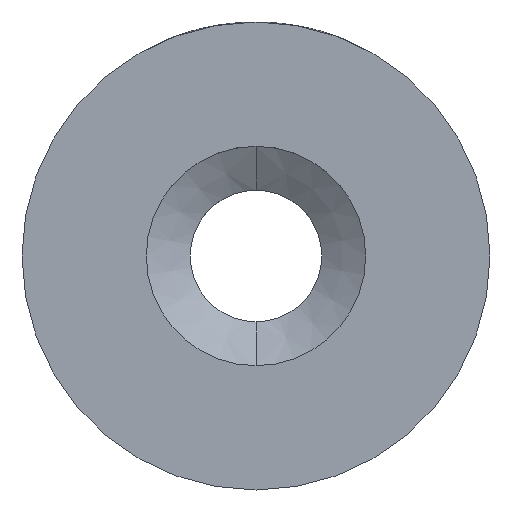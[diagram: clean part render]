
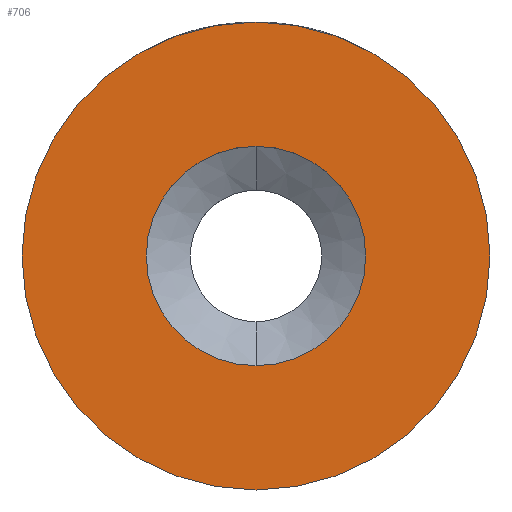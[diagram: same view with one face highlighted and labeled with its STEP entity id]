
A CAD part, front view. The second image highlights one B-rep face of the part: STEP entity #706.
In plain terms, the highlighted planar face has unit normal (0, -1, 0).
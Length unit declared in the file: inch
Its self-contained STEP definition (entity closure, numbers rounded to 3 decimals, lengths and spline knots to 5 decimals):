
#75 = DIRECTION ( 'NONE',  ( 0., 0., 1. ) ) ;
#77 = DIRECTION ( 'NONE',  ( 0., 1., 0. ) ) ;
#81 = CARTESIAN_POINT ( 'NONE',  ( 0., 0., 0. ) ) ;
#85 = CARTESIAN_POINT ( 'NONE',  ( 0., 0., -0.09843 ) ) ;
#110 = DIRECTION ( 'NONE',  ( 0., 0., -1. ) ) ;
#113 = DIRECTION ( 'NONE',  ( 0., -1., 0. ) ) ;
#114 = CARTESIAN_POINT ( 'NONE',  ( 0., 0., 0. ) ) ;
#155 = CIRCLE ( 'NONE', #216, 0.21 ) ;
#165 = CARTESIAN_POINT ( 'NONE',  ( 0., 0., 0.21 ) ) ;
#176 = CIRCLE ( 'NONE', #263, 0.09843 ) ;
#194 = FACE_OUTER_BOUND ( 'NONE', #503, .T. ) ;
#203 = FACE_BOUND ( 'NONE', #579, .T. ) ;
#213 = DIRECTION ( 'NONE',  ( 0., 0., 1. ) ) ;
#215 = DIRECTION ( 'NONE',  ( 0., 1., 0. ) ) ;
#216 = AXIS2_PLACEMENT_3D ( 'NONE', #81, #77, #75 ) ;
#226 = PLANE ( 'NONE',  #265 ) ;
#231 = CARTESIAN_POINT ( 'NONE',  ( 0., 0., 0. ) ) ;
#233 = CIRCLE ( 'NONE', #301, 0.09843 ) ;
#263 = AXIS2_PLACEMENT_3D ( 'NONE', #114, #113, #110 ) ;
#265 = AXIS2_PLACEMENT_3D ( 'NONE', #231, #215, #213 ) ;
#301 = AXIS2_PLACEMENT_3D ( 'NONE', #346, #344, #341 ) ;
#341 = DIRECTION ( 'NONE',  ( 0., 0., -1. ) ) ;
#344 = DIRECTION ( 'NONE',  ( 0., -1., 0. ) ) ;
#345 = CIRCLE ( 'NONE', #383, 0.21 ) ;
#346 = CARTESIAN_POINT ( 'NONE',  ( 0., 0., 0. ) ) ;
#349 = CARTESIAN_POINT ( 'NONE',  ( 0., 0., 0.09843 ) ) ;
#383 = AXIS2_PLACEMENT_3D ( 'NONE', #818, #817, #814 ) ;
#438 = VERTEX_POINT ( 'NONE', #85 ) ;
#454 = ORIENTED_EDGE ( 'NONE', *, *, #784, .F. ) ;
#480 = ORIENTED_EDGE ( 'NONE', *, *, #839, .F. ) ;
#503 = EDGE_LOOP ( 'NONE', ( #751, #480 ) ) ;
#506 = EDGE_CURVE ( 'NONE', #540, #733, #345, .T. ) ;
#540 = VERTEX_POINT ( 'NONE', #636 ) ;
#579 = EDGE_LOOP ( 'NONE', ( #454, #816 ) ) ;
#632 = EDGE_CURVE ( 'NONE', #634, #438, #233, .T. ) ;
#634 = VERTEX_POINT ( 'NONE', #349 ) ;
#636 = CARTESIAN_POINT ( 'NONE',  ( 0., 0., -0.21 ) ) ;
#706 = ADVANCED_FACE ( 'NONE', ( #203, #194 ), #226, .F. ) ;
#733 = VERTEX_POINT ( 'NONE', #165 ) ;
#751 = ORIENTED_EDGE ( 'NONE', *, *, #506, .F. ) ;
#784 = EDGE_CURVE ( 'NONE', #438, #634, #176, .T. ) ;
#814 = DIRECTION ( 'NONE',  ( 0., 0., 1. ) ) ;
#816 = ORIENTED_EDGE ( 'NONE', *, *, #632, .F. ) ;
#817 = DIRECTION ( 'NONE',  ( 0., 1., 0. ) ) ;
#818 = CARTESIAN_POINT ( 'NONE',  ( 0., 0., 0. ) ) ;
#839 = EDGE_CURVE ( 'NONE', #733, #540, #155, .T. ) ;
